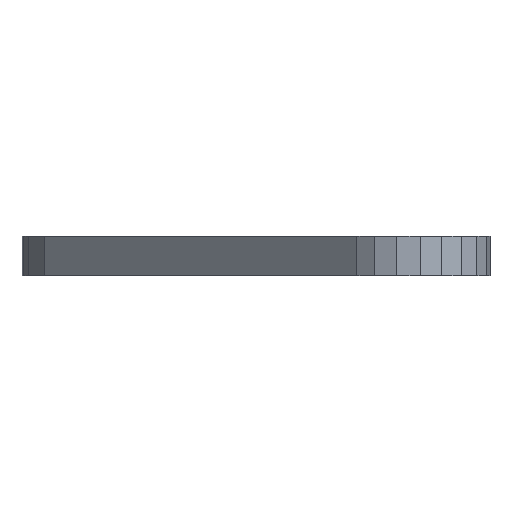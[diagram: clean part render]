
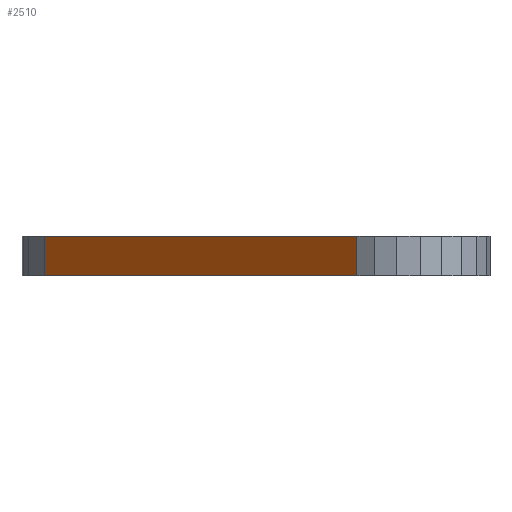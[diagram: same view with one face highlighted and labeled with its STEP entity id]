
A CAD part, left-side view. The second image highlights one B-rep face of the part: STEP entity #2510.
In plain terms, the highlighted planar face has unit normal (-0.707, 0.707, 0).
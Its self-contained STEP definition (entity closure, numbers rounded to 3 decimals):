
#72 = PLANE('',#73);
#73 = AXIS2_PLACEMENT_3D('',#74,#75,#76);
#74 = CARTESIAN_POINT('',(25.,10.648,2.5));
#75 = DIRECTION('',(0.,0.,1.));
#76 = DIRECTION('',(1.,0.,-0.));
#126 = PLANE('',#127);
#127 = AXIS2_PLACEMENT_3D('',#128,#129,#130);
#128 = CARTESIAN_POINT('',(25.,10.648,0.));
#129 = DIRECTION('',(0.,0.,1.));
#130 = DIRECTION('',(1.,0.,-0.));
#375 = VERTEX_POINT('',#376);
#376 = CARTESIAN_POINT('',(21.464,28.536,0.));
#390 = PLANE('',#391);
#391 = AXIS2_PLACEMENT_3D('',#392,#393,#394);
#392 = CARTESIAN_POINT('',(23.014,29.589,0.));
#393 = DIRECTION('',(0.562,-0.827,0.));
#394 = DIRECTION('',(-0.827,-0.562,0.));
#402 = EDGE_CURVE('',#375,#403,#405,.T.);
#403 = VERTEX_POINT('',#404);
#404 = CARTESIAN_POINT('',(1.464,8.536,0.));
#405 = SURFACE_CURVE('',#406,(#410,#417),.PCURVE_S1.);
#406 = LINE('',#407,#408);
#407 = CARTESIAN_POINT('',(21.464,28.536,0.));
#408 = VECTOR('',#409,1.);
#409 = DIRECTION('',(-0.707,-0.707,0.));
#410 = PCURVE('',#126,#411);
#411 = DEFINITIONAL_REPRESENTATION('',(#412),#416);
#412 = LINE('',#413,#414);
#413 = CARTESIAN_POINT('',(-3.536,17.888));
#414 = VECTOR('',#415,1.);
#415 = DIRECTION('',(-0.707,-0.707));
#416 = ( GEOMETRIC_REPRESENTATION_CONTEXT(2) 
PARAMETRIC_REPRESENTATION_CONTEXT() REPRESENTATION_CONTEXT('2D SPACE',''
  ) );
#417 = PCURVE('',#418,#423);
#418 = PLANE('',#419);
#419 = AXIS2_PLACEMENT_3D('',#420,#421,#422);
#420 = CARTESIAN_POINT('',(21.464,28.536,0.));
#421 = DIRECTION('',(0.707,-0.707,0.));
#422 = DIRECTION('',(-0.707,-0.707,0.));
#423 = DEFINITIONAL_REPRESENTATION('',(#424),#428);
#424 = LINE('',#425,#426);
#425 = CARTESIAN_POINT('',(0.,0.));
#426 = VECTOR('',#427,1.);
#427 = DIRECTION('',(1.,0.));
#428 = ( GEOMETRIC_REPRESENTATION_CONTEXT(2) 
PARAMETRIC_REPRESENTATION_CONTEXT() REPRESENTATION_CONTEXT('2D SPACE',''
  ) );
#446 = PLANE('',#447);
#447 = AXIS2_PLACEMENT_3D('',#448,#449,#450);
#448 = CARTESIAN_POINT('',(1.464,8.536,0.));
#449 = DIRECTION('',(0.801,-0.598,0.));
#450 = DIRECTION('',(-0.598,-0.801,0.));
#1423 = VERTEX_POINT('',#1424);
#1424 = CARTESIAN_POINT('',(21.464,28.536,2.5));
#1445 = EDGE_CURVE('',#1423,#1446,#1448,.T.);
#1446 = VERTEX_POINT('',#1447);
#1447 = CARTESIAN_POINT('',(1.464,8.536,2.5));
#1448 = SURFACE_CURVE('',#1449,(#1453,#1460),.PCURVE_S1.);
#1449 = LINE('',#1450,#1451);
#1450 = CARTESIAN_POINT('',(21.464,28.536,2.5));
#1451 = VECTOR('',#1452,1.);
#1452 = DIRECTION('',(-0.707,-0.707,0.));
#1453 = PCURVE('',#72,#1454);
#1454 = DEFINITIONAL_REPRESENTATION('',(#1455),#1459);
#1455 = LINE('',#1456,#1457);
#1456 = CARTESIAN_POINT('',(-3.536,17.888));
#1457 = VECTOR('',#1458,1.);
#1458 = DIRECTION('',(-0.707,-0.707));
#1459 = ( GEOMETRIC_REPRESENTATION_CONTEXT(2) 
PARAMETRIC_REPRESENTATION_CONTEXT() REPRESENTATION_CONTEXT('2D SPACE',''
  ) );
#1460 = PCURVE('',#418,#1461);
#1461 = DEFINITIONAL_REPRESENTATION('',(#1462),#1466);
#1462 = LINE('',#1463,#1464);
#1463 = CARTESIAN_POINT('',(0.,-2.5));
#1464 = VECTOR('',#1465,1.);
#1465 = DIRECTION('',(1.,0.));
#1466 = ( GEOMETRIC_REPRESENTATION_CONTEXT(2) 
PARAMETRIC_REPRESENTATION_CONTEXT() REPRESENTATION_CONTEXT('2D SPACE',''
  ) );
#2462 = EDGE_CURVE('',#375,#1423,#2463,.T.);
#2463 = SURFACE_CURVE('',#2464,(#2468,#2475),.PCURVE_S1.);
#2464 = LINE('',#2465,#2466);
#2465 = CARTESIAN_POINT('',(21.464,28.536,0.));
#2466 = VECTOR('',#2467,1.);
#2467 = DIRECTION('',(0.,0.,1.));
#2468 = PCURVE('',#390,#2469);
#2469 = DEFINITIONAL_REPRESENTATION('',(#2470),#2474);
#2470 = LINE('',#2471,#2472);
#2471 = CARTESIAN_POINT('',(1.874,0.));
#2472 = VECTOR('',#2473,1.);
#2473 = DIRECTION('',(0.,-1.));
#2474 = ( GEOMETRIC_REPRESENTATION_CONTEXT(2) 
PARAMETRIC_REPRESENTATION_CONTEXT() REPRESENTATION_CONTEXT('2D SPACE',''
  ) );
#2475 = PCURVE('',#418,#2476);
#2476 = DEFINITIONAL_REPRESENTATION('',(#2477),#2481);
#2477 = LINE('',#2478,#2479);
#2478 = CARTESIAN_POINT('',(0.,0.));
#2479 = VECTOR('',#2480,1.);
#2480 = DIRECTION('',(0.,-1.));
#2481 = ( GEOMETRIC_REPRESENTATION_CONTEXT(2) 
PARAMETRIC_REPRESENTATION_CONTEXT() REPRESENTATION_CONTEXT('2D SPACE',''
  ) );
#2510 = ADVANCED_FACE('',(#2511),#418,.F.);
#2511 = FACE_BOUND('',#2512,.F.);
#2512 = EDGE_LOOP('',(#2513,#2514,#2515,#2536));
#2513 = ORIENTED_EDGE('',*,*,#2462,.T.);
#2514 = ORIENTED_EDGE('',*,*,#1445,.T.);
#2515 = ORIENTED_EDGE('',*,*,#2516,.F.);
#2516 = EDGE_CURVE('',#403,#1446,#2517,.T.);
#2517 = SURFACE_CURVE('',#2518,(#2522,#2529),.PCURVE_S1.);
#2518 = LINE('',#2519,#2520);
#2519 = CARTESIAN_POINT('',(1.464,8.536,0.));
#2520 = VECTOR('',#2521,1.);
#2521 = DIRECTION('',(0.,0.,1.));
#2522 = PCURVE('',#418,#2523);
#2523 = DEFINITIONAL_REPRESENTATION('',(#2524),#2528);
#2524 = LINE('',#2525,#2526);
#2525 = CARTESIAN_POINT('',(28.284,0.));
#2526 = VECTOR('',#2527,1.);
#2527 = DIRECTION('',(0.,-1.));
#2528 = ( GEOMETRIC_REPRESENTATION_CONTEXT(2) 
PARAMETRIC_REPRESENTATION_CONTEXT() REPRESENTATION_CONTEXT('2D SPACE',''
  ) );
#2529 = PCURVE('',#446,#2530);
#2530 = DEFINITIONAL_REPRESENTATION('',(#2531),#2535);
#2531 = LINE('',#2532,#2533);
#2532 = CARTESIAN_POINT('',(0.,0.));
#2533 = VECTOR('',#2534,1.);
#2534 = DIRECTION('',(0.,-1.));
#2535 = ( GEOMETRIC_REPRESENTATION_CONTEXT(2) 
PARAMETRIC_REPRESENTATION_CONTEXT() REPRESENTATION_CONTEXT('2D SPACE',''
  ) );
#2536 = ORIENTED_EDGE('',*,*,#402,.F.);
